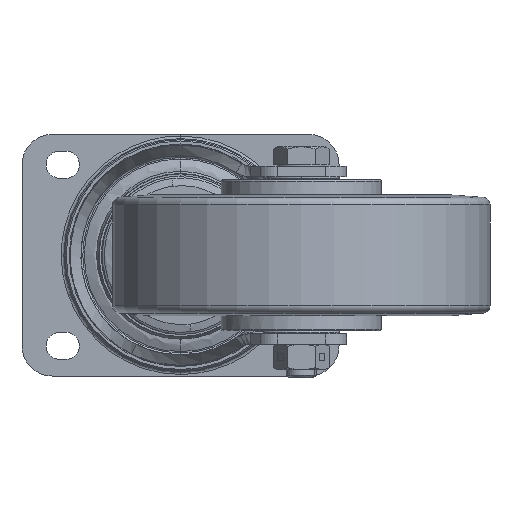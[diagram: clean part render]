
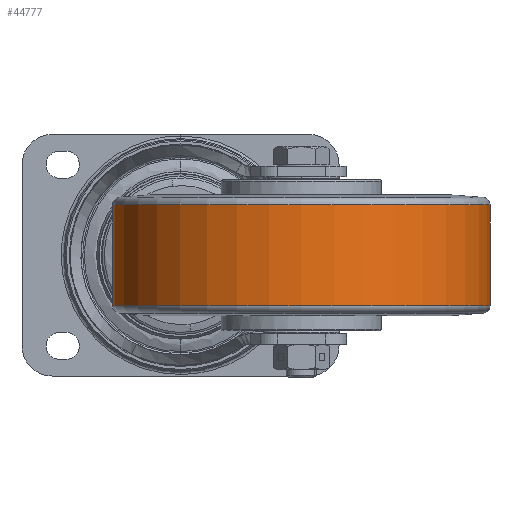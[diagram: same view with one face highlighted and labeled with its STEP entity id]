
A CAD part, front view. The second image highlights one B-rep face of the part: STEP entity #44777.
In plain terms, the highlighted cylindrical face has radius 62.5 mm (diameter 125 mm), a partial arc.
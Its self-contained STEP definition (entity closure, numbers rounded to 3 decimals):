
#21 = CARTESIAN_POINT ( 'NONE',  ( -22.5, -92.5, -28.817 ) ) ;
#876 = CIRCLE ( 'NONE', #11505, 62.5 ) ;
#1211 = DIRECTION ( 'NONE',  ( 0., 0., -1. ) ) ;
#4751 = DIRECTION ( 'NONE',  ( 0., 0., 1. ) ) ;
#7485 = AXIS2_PLACEMENT_3D ( 'NONE', #11268, #1211, #47426 ) ;
#7955 = ORIENTED_EDGE ( 'NONE', *, *, #29633, .T. ) ;
#8096 = AXIS2_PLACEMENT_3D ( 'NONE', #39816, #4751, #47566 ) ;
#8385 = LINE ( 'NONE', #21, #43778 ) ;
#10328 = CARTESIAN_POINT ( 'NONE',  ( 40., -92.5, 16.685 ) ) ;
#11268 = CARTESIAN_POINT ( 'NONE',  ( 40., -92.5, -28.817 ) ) ;
#11505 = AXIS2_PLACEMENT_3D ( 'NONE', #10328, #49244, #44983 ) ;
#13577 = EDGE_CURVE ( 'NONE', #25890, #33793, #37919, .T. ) ;
#14452 = EDGE_CURVE ( 'NONE', #33261, #33793, #16990, .T. ) ;
#16990 = LINE ( 'NONE', #50391, #18228 ) ;
#17271 = CARTESIAN_POINT ( 'NONE',  ( 102.5, -92.5, 16.685 ) ) ;
#18228 = VECTOR ( 'NONE', #26690, 1000. ) ;
#22447 = CARTESIAN_POINT ( 'NONE',  ( 102.5, -92.5, -16.685 ) ) ;
#24963 = CYLINDRICAL_SURFACE ( 'NONE', #7485, 62.5 ) ;
#25667 = EDGE_CURVE ( 'NONE', #48276, #25890, #8385, .T. ) ;
#25890 = VERTEX_POINT ( 'NONE', #38039 ) ;
#26690 = DIRECTION ( 'NONE',  ( 0., 0., -1. ) ) ;
#28189 = ORIENTED_EDGE ( 'NONE', *, *, #25667, .T. ) ;
#29633 = EDGE_CURVE ( 'NONE', #33261, #48276, #876, .T. ) ;
#31276 = CARTESIAN_POINT ( 'NONE',  ( -22.5, -92.5, 16.685 ) ) ;
#33261 = VERTEX_POINT ( 'NONE', #17271 ) ;
#33793 = VERTEX_POINT ( 'NONE', #22447 ) ;
#33885 = ORIENTED_EDGE ( 'NONE', *, *, #13577, .T. ) ;
#35308 = FACE_OUTER_BOUND ( 'NONE', #39784, .T. ) ;
#37919 = CIRCLE ( 'NONE', #8096, 62.5 ) ;
#38039 = CARTESIAN_POINT ( 'NONE',  ( -22.5, -92.5, -16.685 ) ) ;
#39784 = EDGE_LOOP ( 'NONE', ( #41375, #7955, #28189, #33885 ) ) ;
#39816 = CARTESIAN_POINT ( 'NONE',  ( 40., -92.5, -16.685 ) ) ;
#41375 = ORIENTED_EDGE ( 'NONE', *, *, #14452, .F. ) ;
#43146 = DIRECTION ( 'NONE',  ( 0., 0., -1. ) ) ;
#43778 = VECTOR ( 'NONE', #43146, 1000. ) ;
#44777 = ADVANCED_FACE ( 'NONE', ( #35308 ), #24963, .T. ) ;
#44983 = DIRECTION ( 'NONE',  ( 1., 0., 0. ) ) ;
#47426 = DIRECTION ( 'NONE',  ( -1., 0., 0. ) ) ;
#47566 = DIRECTION ( 'NONE',  ( 1., 0., 0. ) ) ;
#48276 = VERTEX_POINT ( 'NONE', #31276 ) ;
#49244 = DIRECTION ( 'NONE',  ( 0., 0., -1. ) ) ;
#50391 = CARTESIAN_POINT ( 'NONE',  ( 102.5, -92.5, -28.817 ) ) ;
